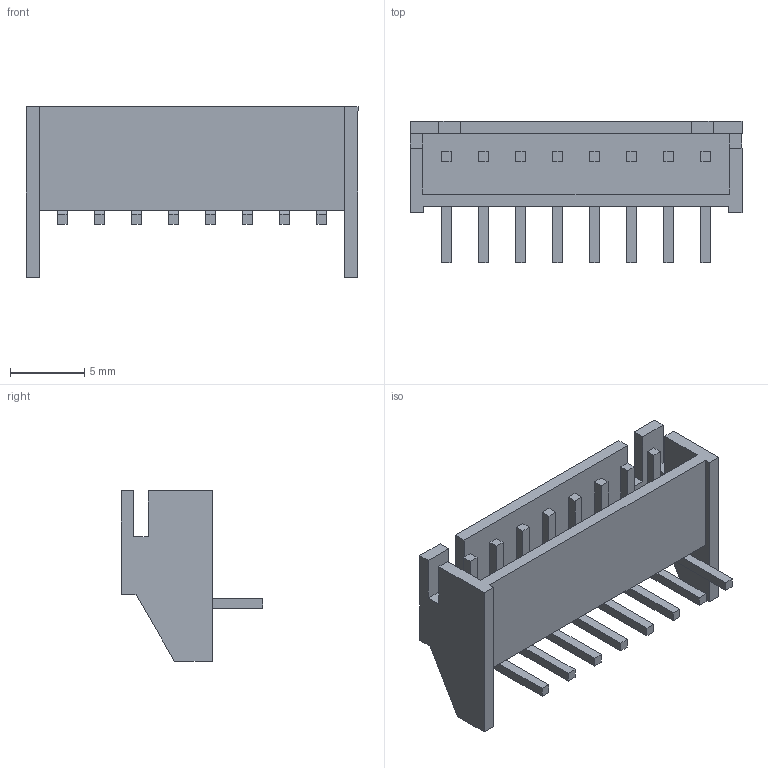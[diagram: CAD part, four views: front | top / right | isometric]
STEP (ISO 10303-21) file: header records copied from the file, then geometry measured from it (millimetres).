
FILE_DESCRIPTION (( 'STEP AP214' ), '1' );
FILE_NAME ('S8B-XH-A-1.STEP', '2020-08-26T01:31:00', ( '' ), ( '' ), 'SwSTEP 2.0', 'SolidWorks 2017', '' );
FILE_SCHEMA (( 'AUTOMOTIVE_DESIGN' ));
Length unit declared in the file: millimetre
Products named in the file (1): S8B-XH-A-1
Bounding box: 22.4 x 9.55 x 11.5 mm (x, y, z)
Volume: 563.7 mm3; surface area: 1211.3 mm2
Topology: 1 solids, 1 shells, 128 faces, 330 edges, 220 vertices
Faces by surface type: plane 112, cylinder 16
Entity records: 4936 total; most frequent: CARTESIAN_POINT 679, ORIENTED_EDGE 660, DIRECTION 620, EDGE_CURVE 330, LINE 298, VECTOR 298, VERTEX_POINT 220, AXIS2_PLACEMENT_3D 161
